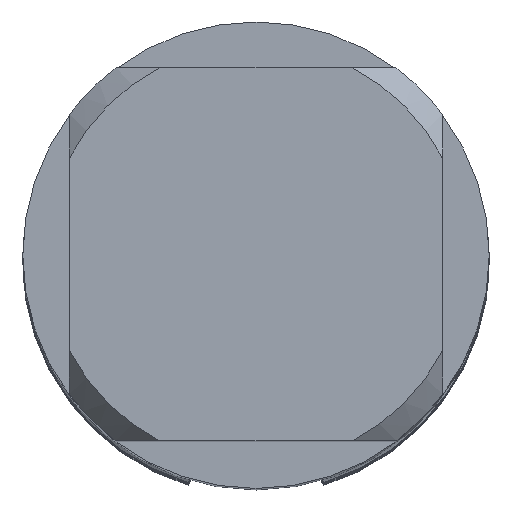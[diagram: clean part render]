
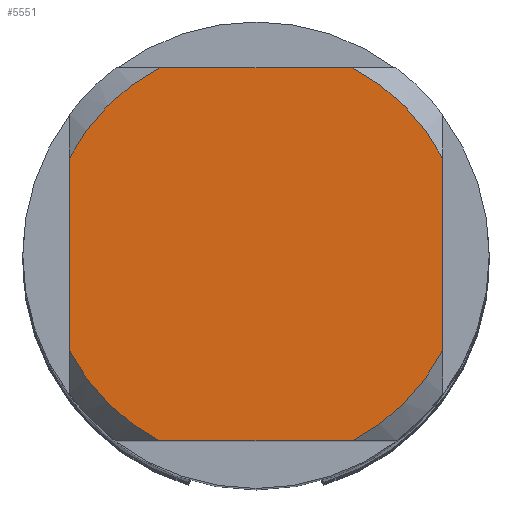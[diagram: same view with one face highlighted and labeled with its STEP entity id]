
A CAD part, top view. The second image highlights one B-rep face of the part: STEP entity #5551.
In plain terms, the highlighted planar face has unit normal (0, 0, 1).
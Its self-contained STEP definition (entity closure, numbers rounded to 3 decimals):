
#3427=VERTEX_POINT('',#8998);
#4007=EDGE_CURVE('',#5139,#7739,#9646,.T.);
#4623=EDGE_CURVE('',#3427,#5891,#10316,.T.);
#4681=EDGE_CURVE('',#6271,#6039,#10375,.T.);
#4703=EDGE_CURVE('',#6271,#5891,#10397,.T.);
#4785=EDGE_CURVE('',#4851,#7739,#10488,.T.);
#4851=VERTEX_POINT('',#10557);
#5025=EDGE_CURVE('',#3427,#7341,#10746,.T.);
#5139=VERTEX_POINT('',#10869);
#5551=ADVANCED_FACE('',(#11336),#11337,.T.);
#5679=EDGE_CURVE('',#5139,#7341,#11476,.T.);
#5891=VERTEX_POINT('',#11704);
#6039=VERTEX_POINT('',#11864);
#6271=VERTEX_POINT('',#12111);
#6559=EDGE_CURVE('',#4851,#6039,#12425,.T.);
#7341=VERTEX_POINT('',#13269);
#7739=VERTEX_POINT('',#13707);
#8998=CARTESIAN_POINT('',(-2.062,-4.0,0.0));
#9646=LINE('',#16496,#16497);
#10316=CIRCLE('',#17687,4.5);
#10375=CIRCLE('',#17799,4.5);
#10397=LINE('',#17832,#17833);
#10488=CIRCLE('',#18002,4.5);
#10557=CARTESIAN_POINT('',(2.062,4.0,0.0));
#10746=LINE('',#18432,#18433);
#10869=CARTESIAN_POINT('',(4.0,-2.062,0.0));
#11336=FACE_OUTER_BOUND('',#19365,.T.);
#11337=PLANE('',#19366);
#11476=CIRCLE('',#19630,4.5);
#11704=CARTESIAN_POINT('',(-4.0,-2.062,0.0));
#11864=CARTESIAN_POINT('',(-2.062,4.0,0.0));
#12111=CARTESIAN_POINT('',(-4.0,2.062,0.0));
#12425=LINE('',#21230,#21231);
#13269=CARTESIAN_POINT('',(2.062,-4.0,0.0));
#13707=CARTESIAN_POINT('',(4.0,2.062,0.0));
#16496=CARTESIAN_POINT('',(4.0,1.125,0.0));
#16497=VECTOR('',#26172,1.0);
#17687=AXIS2_PLACEMENT_3D('',#27062,#27063,#27064);
#17799=AXIS2_PLACEMENT_3D('',#27099,#27100,#27101);
#17832=CARTESIAN_POINT('',(-4.0,1.125,0.0));
#17833=VECTOR('',#27117,1.0);
#18002=AXIS2_PLACEMENT_3D('',#27220,#27221,#27222);
#18432=CARTESIAN_POINT('',(0.0,-4.0,0.0));
#18433=VECTOR('',#27464,1.0);
#19365=EDGE_LOOP('',(#28194,#28195,#28196,#28197,#28198,#28199,#28200,#28201));
#19366=AXIS2_PLACEMENT_3D('',#28202,#28203,#28204);
#19630=AXIS2_PLACEMENT_3D('',#28346,#28347,#28348);
#21230=CARTESIAN_POINT('',(0.0,4.0,0.0));
#21231=VECTOR('',#29262,1.0);
#26172=DIRECTION('',(-0.0,1.0,0.0));
#27062=CARTESIAN_POINT('',(0.0,0.0,0.0));
#27063=DIRECTION('',(0.0,0.0,-1.0));
#27064=DIRECTION('',(0.0,1.0,0.0));
#27099=CARTESIAN_POINT('',(0.0,0.0,0.0));
#27100=DIRECTION('',(0.0,0.0,-1.0));
#27101=DIRECTION('',(0.0,1.0,0.0));
#27117=DIRECTION('',(-0.0,-1.0,0.0));
#27220=CARTESIAN_POINT('',(0.0,0.0,0.0));
#27221=DIRECTION('',(0.0,0.0,-1.0));
#27222=DIRECTION('',(0.0,1.0,0.0));
#27464=DIRECTION('',(1.0,0.0,0.0));
#28194=ORIENTED_EDGE('',*,*,#4703,.T.);
#28195=ORIENTED_EDGE('',*,*,#4623,.F.);
#28196=ORIENTED_EDGE('',*,*,#5025,.T.);
#28197=ORIENTED_EDGE('',*,*,#5679,.F.);
#28198=ORIENTED_EDGE('',*,*,#4007,.T.);
#28199=ORIENTED_EDGE('',*,*,#4785,.F.);
#28200=ORIENTED_EDGE('',*,*,#6559,.T.);
#28201=ORIENTED_EDGE('',*,*,#4681,.F.);
#28202=CARTESIAN_POINT('',(0.0,2.25,0.0));
#28203=DIRECTION('',(-0.0,0.0,1.0));
#28204=DIRECTION('',(0.0,-1.0,0.0));
#28346=CARTESIAN_POINT('',(0.0,0.0,0.0));
#28347=DIRECTION('',(0.0,0.0,-1.0));
#28348=DIRECTION('',(0.0,1.0,0.0));
#29262=DIRECTION('',(-1.0,0.0,0.0));
